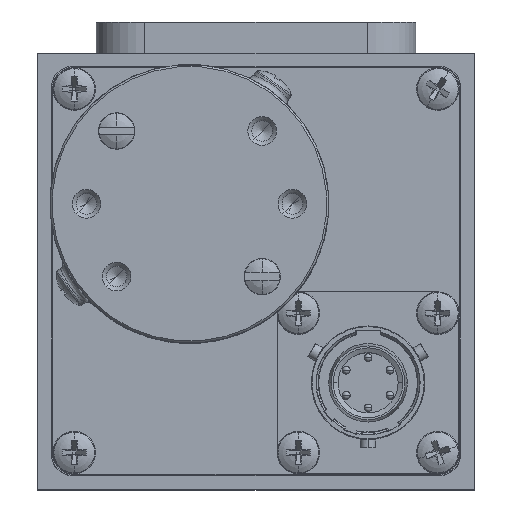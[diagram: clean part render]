
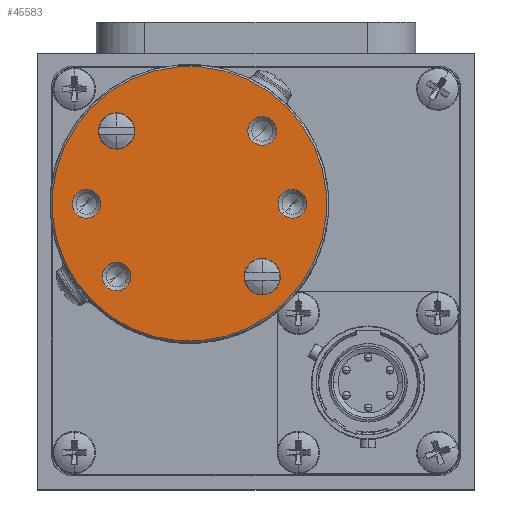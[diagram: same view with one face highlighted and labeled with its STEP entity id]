
A CAD part, top view. The second image highlights one B-rep face of the part: STEP entity #45583.
In plain terms, the highlighted planar face has unit normal (0, 0, 1).
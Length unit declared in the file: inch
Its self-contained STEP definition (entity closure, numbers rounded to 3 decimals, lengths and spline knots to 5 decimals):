
#27 = EDGE_LOOP ( 'NONE', ( #36439, #20059 ) ) ;
#331 = CARTESIAN_POINT ( 'NONE',  ( -0.84449, -0.15749, 4.437 ) ) ;
#340 = AXIS2_PLACEMENT_3D ( 'NONE', #42334, #54726, #46002 ) ;
#904 = AXIS2_PLACEMENT_3D ( 'NONE', #13957, #27203, #9767 ) ;
#1133 = CARTESIAN_POINT ( 'NONE',  ( -0.71897, 0.71897, 4.437 ) ) ;
#1449 = EDGE_CURVE ( 'NONE', #4208, #30009, #23681, .T. ) ;
#1472 = CARTESIAN_POINT ( 'NONE',  ( 0.15749, 0.84449, 4.437 ) ) ;
#1779 = ORIENTED_EDGE ( 'NONE', *, *, #43036, .F. ) ;
#3268 = EDGE_CURVE ( 'NONE', #33557, #11375, #30799, .T. ) ;
#3706 = CARTESIAN_POINT ( 'NONE',  ( 0.0843, 0.7713, 4.437 ) ) ;
#3907 = CARTESIAN_POINT ( 'NONE',  ( -0.71897, 0.71897, 4.437 ) ) ;
#4162 = FACE_BOUND ( 'NONE', #17553, .T. ) ;
#4208 = VERTEX_POINT ( 'NONE', #26532 ) ;
#4718 = CARTESIAN_POINT ( 'NONE',  ( 0.09826, 0.03432, 4.437 ) ) ;
#5230 = CARTESIAN_POINT ( 'NONE',  ( -0.3435, 0.3435, 4.437 ) ) ;
#5795 = ORIENTED_EDGE ( 'NONE', *, *, #37618, .F. ) ;
#6700 = CARTESIAN_POINT ( 'NONE',  ( -0.02035, 0.66665, 4.437 ) ) ;
#6863 = EDGE_CURVE ( 'NONE', #45576, #21654, #48426, .T. ) ;
#7634 = AXIS2_PLACEMENT_3D ( 'NONE', #9049, #43394, #39193 ) ;
#8138 = DIRECTION ( 'NONE',  ( 0., 0., 1. ) ) ;
#8679 = CARTESIAN_POINT ( 'NONE',  ( 0.13517, 0.29117, 4.437 ) ) ;
#8985 = ORIENTED_EDGE ( 'NONE', *, *, #9311, .F. ) ;
#9049 = CARTESIAN_POINT ( 'NONE',  ( 0.03197, 0.71897, 4.437 ) ) ;
#9311 = EDGE_CURVE ( 'NONE', #16170, #38892, #48614, .T. ) ;
#9767 = DIRECTION ( 'NONE',  ( 0.707, 0.707, 0. ) ) ;
#9851 = VERTEX_POINT ( 'NONE', #331 ) ;
#11375 = VERTEX_POINT ( 'NONE', #20118 ) ;
#11750 = CARTESIAN_POINT ( 'NONE',  ( -0.8745, 0.3435, 4.437 ) ) ;
#11951 = AXIS2_PLACEMENT_3D ( 'NONE', #37780, #25607, #16339 ) ;
#12175 = EDGE_CURVE ( 'NONE', #30009, #4208, #23455, .T. ) ;
#12536 = DIRECTION ( 'NONE',  ( -0.707, -0.707, 0. ) ) ;
#12781 = DIRECTION ( 'NONE',  ( 0.707, 0.707, 0. ) ) ;
#12852 = CIRCLE ( 'NONE', #11951, 0.074 ) ;
#13957 = CARTESIAN_POINT ( 'NONE',  ( 0.03197, -0.03197, 4.437 ) ) ;
#13974 = DIRECTION ( 'NONE',  ( 0.707, 0.707, 0. ) ) ;
#14626 = DIRECTION ( 'NONE',  ( 0., 0., 1. ) ) ;
#15109 = CARTESIAN_POINT ( 'NONE',  ( 0.03197, 0.71897, 4.437 ) ) ;
#15610 = EDGE_CURVE ( 'NONE', #21654, #45576, #20038, .T. ) ;
#15657 = DIRECTION ( 'NONE',  ( 0., 0., 1. ) ) ;
#16109 = ORIENTED_EDGE ( 'NONE', *, *, #1449, .F. ) ;
#16170 = VERTEX_POINT ( 'NONE', #6700 ) ;
#16234 = CIRCLE ( 'NONE', #28840, 0.7085 ) ;
#16339 = DIRECTION ( 'NONE',  ( 0.707, 0.707, 0. ) ) ;
#16635 = CARTESIAN_POINT ( 'NONE',  ( -0.65268, 0.78526, 4.437 ) ) ;
#16824 = FACE_BOUND ( 'NONE', #46109, .T. ) ;
#17106 = FACE_BOUND ( 'NONE', #27, .T. ) ;
#17553 = EDGE_LOOP ( 'NONE', ( #54833, #16109 ) ) ;
#18033 = CARTESIAN_POINT ( 'NONE',  ( -0.82217, 0.39583, 4.437 ) ) ;
#18152 = DIRECTION ( 'NONE',  ( 0., 0., -1. ) ) ;
#18286 = DIRECTION ( 'NONE',  ( 0.707, 0.707, 0. ) ) ;
#18592 = EDGE_CURVE ( 'NONE', #20558, #51362, #34139, .T. ) ;
#18645 = CARTESIAN_POINT ( 'NONE',  ( 0.23983, 0.39583, 4.437 ) ) ;
#19168 = EDGE_CURVE ( 'NONE', #9851, #53657, #16234, .T. ) ;
#19325 = CIRCLE ( 'NONE', #7634, 0.074 ) ;
#20038 = CIRCLE ( 'NONE', #46177, 0.074 ) ;
#20059 = ORIENTED_EDGE ( 'NONE', *, *, #6863, .F. ) ;
#20118 = CARTESIAN_POINT ( 'NONE',  ( -0.03432, -0.09826, 4.437 ) ) ;
#20400 = CARTESIAN_POINT ( 'NONE',  ( -0.66665, 0.02035, 4.437 ) ) ;
#20558 = VERTEX_POINT ( 'NONE', #16635 ) ;
#20579 = EDGE_CURVE ( 'NONE', #38892, #16170, #19325, .T. ) ;
#20625 = ORIENTED_EDGE ( 'NONE', *, *, #37330, .F. ) ;
#21164 = DIRECTION ( 'NONE',  ( 0., 0., 1. ) ) ;
#21301 = FACE_BOUND ( 'NONE', #46551, .T. ) ;
#21654 = VERTEX_POINT ( 'NONE', #18033 ) ;
#21656 = ORIENTED_EDGE ( 'NONE', *, *, #20579, .F. ) ;
#23309 = DIRECTION ( 'NONE',  ( 0.707, 0.707, 0. ) ) ;
#23455 = CIRCLE ( 'NONE', #54092, 0.074 ) ;
#23681 = CIRCLE ( 'NONE', #340, 0.074 ) ;
#24124 = CARTESIAN_POINT ( 'NONE',  ( 0.1875, 0.3435, 4.437 ) ) ;
#24264 = AXIS2_PLACEMENT_3D ( 'NONE', #15109, #40774, #24337 ) ;
#24337 = DIRECTION ( 'NONE',  ( 0.707, 0.707, 0. ) ) ;
#25098 = CIRCLE ( 'NONE', #46732, 0.074 ) ;
#25607 = DIRECTION ( 'NONE',  ( 0., 0., 1. ) ) ;
#26023 = AXIS2_PLACEMENT_3D ( 'NONE', #3907, #8138, #29547 ) ;
#26285 = EDGE_CURVE ( 'NONE', #53657, #9851, #50744, .T. ) ;
#26529 = EDGE_LOOP ( 'NONE', ( #54897, #1779 ) ) ;
#26532 = CARTESIAN_POINT ( 'NONE',  ( -0.7713, -0.0843, 4.437 ) ) ;
#26610 = CARTESIAN_POINT ( 'NONE',  ( -0.92683, 0.29117, 4.437 ) ) ;
#26767 = ORIENTED_EDGE ( 'NONE', *, *, #3268, .F. ) ;
#26818 = CARTESIAN_POINT ( 'NONE',  ( -0.8745, 0.3435, 4.437 ) ) ;
#27203 = DIRECTION ( 'NONE',  ( 0., 0., 1. ) ) ;
#28388 = AXIS2_PLACEMENT_3D ( 'NONE', #5230, #18152, #35365 ) ;
#28840 = AXIS2_PLACEMENT_3D ( 'NONE', #37344, #29149, #12536 ) ;
#29149 = DIRECTION ( 'NONE',  ( 0., 0., 1. ) ) ;
#29547 = DIRECTION ( 'NONE',  ( 0.707, 0.707, 0. ) ) ;
#29704 = VERTEX_POINT ( 'NONE', #8679 ) ;
#30009 = VERTEX_POINT ( 'NONE', #20400 ) ;
#30799 = CIRCLE ( 'NONE', #49702, 0.09375 ) ;
#30807 = EDGE_LOOP ( 'NONE', ( #44408, #20625 ) ) ;
#32648 = CARTESIAN_POINT ( 'NONE',  ( 0.03197, -0.03197, 4.437 ) ) ;
#33465 = DIRECTION ( 'NONE',  ( 0., 0., 1. ) ) ;
#33557 = VERTEX_POINT ( 'NONE', #4718 ) ;
#34031 = FACE_BOUND ( 'NONE', #26529, .T. ) ;
#34139 = CIRCLE ( 'NONE', #26023, 0.09375 ) ;
#35365 = DIRECTION ( 'NONE',  ( -1., 0., 0. ) ) ;
#36355 = DIRECTION ( 'NONE',  ( 0., 0., 1. ) ) ;
#36413 = AXIS2_PLACEMENT_3D ( 'NONE', #1133, #36355, #18286 ) ;
#36439 = ORIENTED_EDGE ( 'NONE', *, *, #15610, .F. ) ;
#37178 = EDGE_LOOP ( 'NONE', ( #53592, #45152 ) ) ;
#37330 = EDGE_CURVE ( 'NONE', #29704, #54549, #25098, .T. ) ;
#37344 = CARTESIAN_POINT ( 'NONE',  ( -0.3435, 0.3435, 4.437 ) ) ;
#37618 = EDGE_CURVE ( 'NONE', #11375, #33557, #51277, .T. ) ;
#37780 = CARTESIAN_POINT ( 'NONE',  ( 0.1875, 0.3435, 4.437 ) ) ;
#38167 = AXIS2_PLACEMENT_3D ( 'NONE', #49608, #49339, #40903 ) ;
#38494 = AXIS2_PLACEMENT_3D ( 'NONE', #11750, #15657, #41053 ) ;
#38892 = VERTEX_POINT ( 'NONE', #3706 ) ;
#39193 = DIRECTION ( 'NONE',  ( 0.707, 0.707, 0. ) ) ;
#40774 = DIRECTION ( 'NONE',  ( 0., 0., 1. ) ) ;
#40903 = DIRECTION ( 'NONE',  ( -0.707, -0.707, 0. ) ) ;
#41053 = DIRECTION ( 'NONE',  ( 0.707, 0.707, 0. ) ) ;
#41317 = CARTESIAN_POINT ( 'NONE',  ( -0.78526, 0.65268, 4.437 ) ) ;
#42334 = CARTESIAN_POINT ( 'NONE',  ( -0.71897, -0.03197, 4.437 ) ) ;
#43036 = EDGE_CURVE ( 'NONE', #51362, #20558, #51642, .T. ) ;
#43394 = DIRECTION ( 'NONE',  ( 0., 0., 1. ) ) ;
#43811 = PLANE ( 'NONE',  #28388 ) ;
#44408 = ORIENTED_EDGE ( 'NONE', *, *, #53928, .F. ) ;
#45152 = ORIENTED_EDGE ( 'NONE', *, *, #26285, .T. ) ;
#45576 = VERTEX_POINT ( 'NONE', #26610 ) ;
#45583 = ADVANCED_FACE ( 'NONE', ( #16824, #34031, #4162, #21301, #55707, #17106, #51475 ), #43811, .F. ) ;
#45597 = DIRECTION ( 'NONE',  ( 0.707, 0.707, 0. ) ) ;
#46002 = DIRECTION ( 'NONE',  ( 0.707, 0.707, 0. ) ) ;
#46109 = EDGE_LOOP ( 'NONE', ( #26767, #5795 ) ) ;
#46177 = AXIS2_PLACEMENT_3D ( 'NONE', #26818, #21164, #12781 ) ;
#46551 = EDGE_LOOP ( 'NONE', ( #21656, #8985 ) ) ;
#46732 = AXIS2_PLACEMENT_3D ( 'NONE', #24124, #14626, #23309 ) ;
#48426 = CIRCLE ( 'NONE', #38494, 0.074 ) ;
#48614 = CIRCLE ( 'NONE', #24264, 0.074 ) ;
#49197 = DIRECTION ( 'NONE',  ( 0., 0., 1. ) ) ;
#49339 = DIRECTION ( 'NONE',  ( 0., 0., 1. ) ) ;
#49608 = CARTESIAN_POINT ( 'NONE',  ( -0.3435, 0.3435, 4.437 ) ) ;
#49702 = AXIS2_PLACEMENT_3D ( 'NONE', #32648, #33465, #45597 ) ;
#50744 = CIRCLE ( 'NONE', #38167, 0.7085 ) ;
#51277 = CIRCLE ( 'NONE', #904, 0.09375 ) ;
#51362 = VERTEX_POINT ( 'NONE', #41317 ) ;
#51475 = FACE_OUTER_BOUND ( 'NONE', #37178, .T. ) ;
#51642 = CIRCLE ( 'NONE', #36413, 0.09375 ) ;
#52848 = CARTESIAN_POINT ( 'NONE',  ( -0.71897, -0.03197, 4.437 ) ) ;
#53592 = ORIENTED_EDGE ( 'NONE', *, *, #19168, .T. ) ;
#53657 = VERTEX_POINT ( 'NONE', #1472 ) ;
#53928 = EDGE_CURVE ( 'NONE', #54549, #29704, #12852, .T. ) ;
#54092 = AXIS2_PLACEMENT_3D ( 'NONE', #52848, #49197, #13974 ) ;
#54549 = VERTEX_POINT ( 'NONE', #18645 ) ;
#54726 = DIRECTION ( 'NONE',  ( 0., 0., 1. ) ) ;
#54833 = ORIENTED_EDGE ( 'NONE', *, *, #12175, .F. ) ;
#54897 = ORIENTED_EDGE ( 'NONE', *, *, #18592, .F. ) ;
#55707 = FACE_BOUND ( 'NONE', #30807, .T. ) ;
